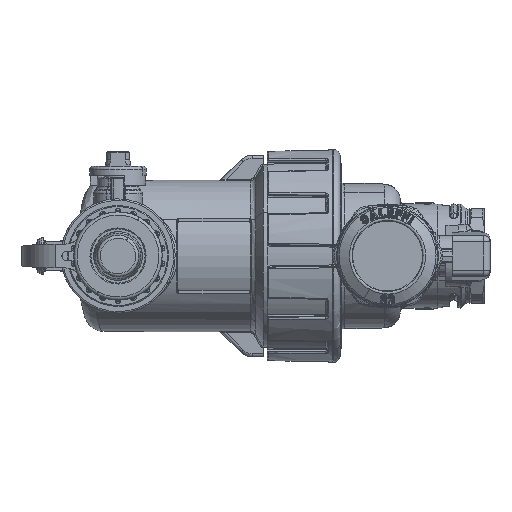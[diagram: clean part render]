
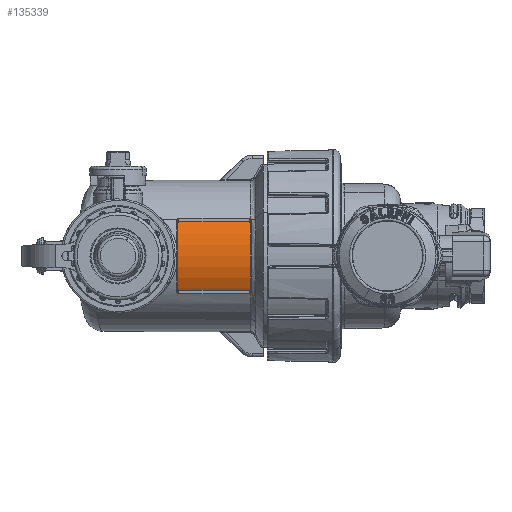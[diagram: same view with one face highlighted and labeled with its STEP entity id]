
A CAD part, left-side view. The second image highlights one B-rep face of the part: STEP entity #135339.
In plain terms, the highlighted cylindrical face has radius 23.5 mm (diameter 47 mm), a partial arc.
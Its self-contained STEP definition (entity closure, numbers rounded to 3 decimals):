
#133729=CARTESIAN_POINT('Axis2P3D Location',(0.,66.5,0.)) ;
#133733=CARTESIAN_POINT('Vertex',(-21.137,66.5,-10.271)) ;
#133735=CARTESIAN_POINT('Vertex',(-21.137,66.5,10.271)) ;
#134756=CARTESIAN_POINT('Control Point',(-21.137,43.5,-10.271)) ;
#134757=CARTESIAN_POINT('Control Point',(-21.125,43.5,-10.295)) ;
#134758=CARTESIAN_POINT('Control Point',(-21.113,43.501,-10.319)) ;
#134759=CARTESIAN_POINT('Control Point',(-21.101,43.502,-10.343)) ;
#134760=CARTESIAN_POINT('Control Point',(-21.078,43.505,-10.391)) ;
#134761=CARTESIAN_POINT('Control Point',(-21.055,43.512,-10.437)) ;
#134762=CARTESIAN_POINT('Control Point',(-21.044,43.515,-10.46)) ;
#134763=CARTESIAN_POINT('Control Point',(-21.022,43.524,-10.504)) ;
#134764=CARTESIAN_POINT('Control Point',(-21.,43.535,-10.547)) ;
#134765=CARTESIAN_POINT('Control Point',(-20.99,43.541,-10.568)) ;
#134766=CARTESIAN_POINT('Control Point',(-20.97,43.554,-10.607)) ;
#134767=CARTESIAN_POINT('Control Point',(-20.951,43.57,-10.644)) ;
#134768=CARTESIAN_POINT('Control Point',(-20.943,43.578,-10.661)) ;
#134769=CARTESIAN_POINT('Control Point',(-20.93,43.591,-10.685)) ;
#134770=CARTESIAN_POINT('Control Point',(-20.919,43.606,-10.707)) ;
#134771=CARTESIAN_POINT('Control Point',(-20.915,43.611,-10.714)) ;
#134772=CARTESIAN_POINT('Control Point',(-20.909,43.621,-10.727)) ;
#134773=CARTESIAN_POINT('Control Point',(-20.902,43.631,-10.74)) ;
#134774=CARTESIAN_POINT('Control Point',(-20.899,43.637,-10.745)) ;
#134775=CARTESIAN_POINT('Control Point',(-20.893,43.649,-10.758)) ;
#134776=CARTESIAN_POINT('Control Point',(-20.888,43.662,-10.769)) ;
#134777=CARTESIAN_POINT('Control Point',(-20.885,43.669,-10.774)) ;
#134778=CARTESIAN_POINT('Control Point',(-20.88,43.683,-10.783)) ;
#134779=CARTESIAN_POINT('Control Point',(-20.876,43.699,-10.791)) ;
#134780=CARTESIAN_POINT('Control Point',(-20.875,43.706,-10.794)) ;
#134781=CARTESIAN_POINT('Control Point',(-20.873,43.717,-10.797)) ;
#134782=CARTESIAN_POINT('Control Point',(-20.872,43.729,-10.8)) ;
#134783=CARTESIAN_POINT('Control Point',(-20.871,43.733,-10.8)) ;
#134784=CARTESIAN_POINT('Control Point',(-20.871,43.738,-10.801)) ;
#134785=CARTESIAN_POINT('Control Point',(-20.871,43.744,-10.801)) ;
#134786=CARTESIAN_POINT('Control Point',(-20.871,43.746,-10.801)) ;
#134787=CARTESIAN_POINT('Control Point',(-20.871,43.748,-10.801)) ;
#134788=CARTESIAN_POINT('Control Point',(-20.871,43.75,-10.801)) ;
#134789=CARTESIAN_POINT('Vertex',(-21.137,43.5,-10.271)) ;
#134791=CARTESIAN_POINT('Vertex',(-20.871,43.75,-10.801)) ;
#134820=CARTESIAN_POINT('Axis2P3D Location',(0.,43.5,0.)) ;
#134824=CARTESIAN_POINT('Vertex',(-21.137,43.5,10.271)) ;
#134896=CARTESIAN_POINT('Control Point',(-20.871,43.75,10.801)) ;
#134897=CARTESIAN_POINT('Control Point',(-20.871,43.642,10.801)) ;
#134898=CARTESIAN_POINT('Control Point',(-20.94,43.545,10.667)) ;
#134899=CARTESIAN_POINT('Control Point',(-21.003,43.525,10.543)) ;
#134900=CARTESIAN_POINT('Control Point',(-21.07,43.5,10.407)) ;
#134901=CARTESIAN_POINT('Control Point',(-21.137,43.5,10.271)) ;
#134902=CARTESIAN_POINT('Vertex',(-20.871,43.75,10.801)) ;
#135111=CARTESIAN_POINT('Line Origine',(-20.871,55.,-10.801)) ;
#135115=CARTESIAN_POINT('Vertex',(-20.871,66.25,-10.801)) ;
#135187=CARTESIAN_POINT('Control Point',(-20.871,66.25,-10.801)) ;
#135188=CARTESIAN_POINT('Control Point',(-20.871,66.358,-10.801)) ;
#135189=CARTESIAN_POINT('Control Point',(-20.94,66.455,-10.667)) ;
#135190=CARTESIAN_POINT('Control Point',(-21.003,66.475,-10.543)) ;
#135191=CARTESIAN_POINT('Control Point',(-21.07,66.5,-10.407)) ;
#135192=CARTESIAN_POINT('Control Point',(-21.137,66.5,-10.271)) ;
#135269=CARTESIAN_POINT('Control Point',(-21.137,66.5,10.271)) ;
#135270=CARTESIAN_POINT('Control Point',(-21.125,66.5,10.295)) ;
#135271=CARTESIAN_POINT('Control Point',(-21.113,66.499,10.319)) ;
#135272=CARTESIAN_POINT('Control Point',(-21.101,66.498,10.343)) ;
#135273=CARTESIAN_POINT('Control Point',(-21.078,66.495,10.391)) ;
#135274=CARTESIAN_POINT('Control Point',(-21.055,66.488,10.437)) ;
#135275=CARTESIAN_POINT('Control Point',(-21.044,66.485,10.46)) ;
#135276=CARTESIAN_POINT('Control Point',(-21.022,66.476,10.504)) ;
#135277=CARTESIAN_POINT('Control Point',(-21.,66.465,10.547)) ;
#135278=CARTESIAN_POINT('Control Point',(-20.99,66.459,10.568)) ;
#135279=CARTESIAN_POINT('Control Point',(-20.97,66.446,10.607)) ;
#135280=CARTESIAN_POINT('Control Point',(-20.951,66.43,10.644)) ;
#135281=CARTESIAN_POINT('Control Point',(-20.943,66.422,10.661)) ;
#135282=CARTESIAN_POINT('Control Point',(-20.93,66.409,10.685)) ;
#135283=CARTESIAN_POINT('Control Point',(-20.919,66.394,10.707)) ;
#135284=CARTESIAN_POINT('Control Point',(-20.915,66.389,10.714)) ;
#135285=CARTESIAN_POINT('Control Point',(-20.909,66.379,10.727)) ;
#135286=CARTESIAN_POINT('Control Point',(-20.902,66.369,10.74)) ;
#135287=CARTESIAN_POINT('Control Point',(-20.899,66.363,10.745)) ;
#135288=CARTESIAN_POINT('Control Point',(-20.893,66.351,10.758)) ;
#135289=CARTESIAN_POINT('Control Point',(-20.888,66.338,10.769)) ;
#135290=CARTESIAN_POINT('Control Point',(-20.885,66.331,10.774)) ;
#135291=CARTESIAN_POINT('Control Point',(-20.88,66.317,10.783)) ;
#135292=CARTESIAN_POINT('Control Point',(-20.876,66.301,10.791)) ;
#135293=CARTESIAN_POINT('Control Point',(-20.875,66.294,10.794)) ;
#135294=CARTESIAN_POINT('Control Point',(-20.873,66.283,10.797)) ;
#135295=CARTESIAN_POINT('Control Point',(-20.872,66.271,10.8)) ;
#135296=CARTESIAN_POINT('Control Point',(-20.871,66.267,10.8)) ;
#135297=CARTESIAN_POINT('Control Point',(-20.871,66.262,10.801)) ;
#135298=CARTESIAN_POINT('Control Point',(-20.871,66.256,10.801)) ;
#135299=CARTESIAN_POINT('Control Point',(-20.871,66.254,10.801)) ;
#135300=CARTESIAN_POINT('Control Point',(-20.871,66.252,10.801)) ;
#135301=CARTESIAN_POINT('Control Point',(-20.871,66.25,10.801)) ;
#135302=CARTESIAN_POINT('Vertex',(-20.871,66.25,10.801)) ;
#135319=CARTESIAN_POINT('Axis2P3D Location',(0.,55.,0.)) ;
#135324=CARTESIAN_POINT('Line Origine',(-20.871,55.,10.801)) ;
#135113=VECTOR('Line Direction',#135112,1.) ;
#135326=VECTOR('Line Direction',#135325,1.) ;
#133730=DIRECTION('Axis2P3D Direction',(0.,1.,0.)) ;
#134821=DIRECTION('Axis2P3D Direction',(0.,1.,0.)) ;
#135112=DIRECTION('Vector Direction',(0.,-1.,0.)) ;
#135320=DIRECTION('Axis2P3D Direction',(0.,1.,0.)) ;
#135321=DIRECTION('Axis2P3D XDirection',(-0.887,0.,-0.462)) ;
#135325=DIRECTION('Vector Direction',(0.,1.,0.)) ;
#133731=AXIS2_PLACEMENT_3D('Circle Axis2P3D',#133729,#133730,$) ;
#134822=AXIS2_PLACEMENT_3D('Circle Axis2P3D',#134820,#134821,$) ;
#135322=AXIS2_PLACEMENT_3D('Cylinder Axis2P3D',#135319,#135320,#135321) ;
#135114=LINE('Line',#135111,#135113) ;
#135327=LINE('Line',#135324,#135326) ;
#133732=CIRCLE('generated circle',#133731,23.5) ;
#134823=CIRCLE('generated circle',#134822,23.5) ;
#135323=CYLINDRICAL_SURFACE('generated cylinder',#135322,23.5) ;
#133737=EDGE_CURVE('',#133734,#133736,#133732,.T.) ;
#134793=EDGE_CURVE('',#134790,#134792,#134755,.T.) ;
#134826=EDGE_CURVE('',#134825,#134790,#134823,.F.) ;
#134904=EDGE_CURVE('',#134903,#134825,#134895,.T.) ;
#135117=EDGE_CURVE('',#134792,#135116,#135114,.F.) ;
#135193=EDGE_CURVE('',#135116,#133734,#135186,.T.) ;
#135304=EDGE_CURVE('',#133736,#135303,#135268,.T.) ;
#135328=EDGE_CURVE('',#135303,#134903,#135327,.F.) ;
#135330=ORIENTED_EDGE('',*,*,#135193,.F.) ;
#135331=ORIENTED_EDGE('',*,*,#135117,.F.) ;
#135332=ORIENTED_EDGE('',*,*,#134793,.F.) ;
#135333=ORIENTED_EDGE('',*,*,#134826,.F.) ;
#135334=ORIENTED_EDGE('',*,*,#134904,.F.) ;
#135335=ORIENTED_EDGE('',*,*,#135328,.F.) ;
#135336=ORIENTED_EDGE('',*,*,#135304,.F.) ;
#135337=ORIENTED_EDGE('',*,*,#133737,.F.) ;
#135329=EDGE_LOOP('',(#135330,#135331,#135332,#135333,#135334,#135335,#135336,#135337)) ;
#133734=VERTEX_POINT('',#133733) ;
#133736=VERTEX_POINT('',#133735) ;
#134790=VERTEX_POINT('',#134789) ;
#134792=VERTEX_POINT('',#134791) ;
#134825=VERTEX_POINT('',#134824) ;
#134903=VERTEX_POINT('',#134902) ;
#135116=VERTEX_POINT('',#135115) ;
#135303=VERTEX_POINT('',#135302) ;
#135339=ADVANCED_FACE('PartBody',(#135338),#135323,.T.) ;
#134755=B_SPLINE_CURVE_WITH_KNOTS('',5,(#134756,#134757,#134758,#134759,#134760,#134761,#134762,#134763,#134764,#134765,#134766,#134767,#134768,#134769,#134770,#134771,#134772,#134773,#134774,#134775,#134776,#134777,#134778,#134779,#134780,#134781,#134782,#134783,#134784,#134785,#134786,#134787,#134788),.UNSPECIFIED.,.F.,.U.,(6,3,3,3,3,3,3,3,3,3,6),(1.76,1.973,2.181,2.378,2.557,2.638,2.718,2.813,2.901,2.943,2.965),.UNSPECIFIED.) ;
#134895=B_SPLINE_CURVE_WITH_KNOTS('',5,(#134896,#134897,#134898,#134899,#134900,#134901),.UNSPECIFIED.,.F.,.U.,(6,6),(1.929,3.134),.UNSPECIFIED.) ;
#135186=B_SPLINE_CURVE_WITH_KNOTS('',5,(#135187,#135188,#135189,#135190,#135191,#135192),.UNSPECIFIED.,.F.,.U.,(6,6),(1.929,3.134),.UNSPECIFIED.) ;
#135268=B_SPLINE_CURVE_WITH_KNOTS('',5,(#135269,#135270,#135271,#135272,#135273,#135274,#135275,#135276,#135277,#135278,#135279,#135280,#135281,#135282,#135283,#135284,#135285,#135286,#135287,#135288,#135289,#135290,#135291,#135292,#135293,#135294,#135295,#135296,#135297,#135298,#135299,#135300,#135301),.UNSPECIFIED.,.F.,.U.,(6,3,3,3,3,3,3,3,3,3,6),(1.76,1.973,2.181,2.378,2.557,2.638,2.718,2.813,2.901,2.943,2.965),.UNSPECIFIED.) ;
#135338=FACE_OUTER_BOUND('',#135329,.T.) ;
